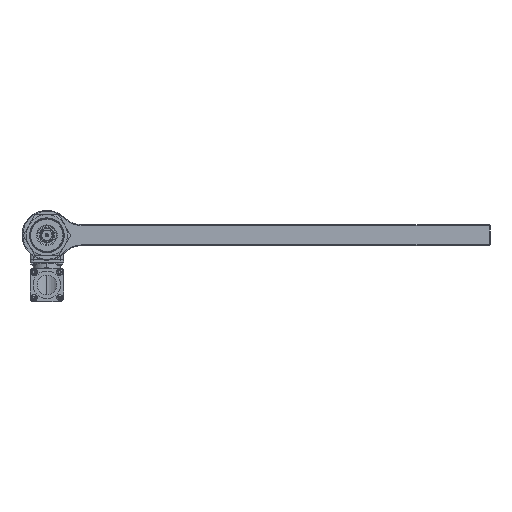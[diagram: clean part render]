
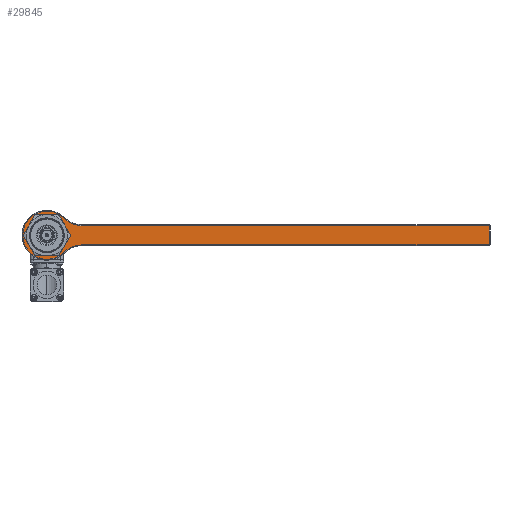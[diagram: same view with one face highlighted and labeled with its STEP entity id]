
A CAD part, left-side view. The second image highlights one B-rep face of the part: STEP entity #29845.
In plain terms, the highlighted planar face has unit normal (-1, 0, 0).
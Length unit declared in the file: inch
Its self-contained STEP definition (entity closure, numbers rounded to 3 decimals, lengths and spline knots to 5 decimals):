
#29450=DIRECTION('',(0.,0.,1.));
#29451=VECTOR('',#29450,0.69);
#29452=CARTESIAN_POINT('',(-9.1335,-16.059,-0.345));
#29453=LINE('',#29452,#29451);
#29468=CARTESIAN_POINT('',(-9.1335,0.005,0.));
#29469=DIRECTION('',(-1.,0.,0.));
#29470=DIRECTION('',(0.,-1.,0.));
#29471=AXIS2_PLACEMENT_3D('',#29468,#29469,#29470);
#29473=CARTESIAN_POINT('',(-9.1335,0.005,0.));
#29474=DIRECTION('',(-1.,0.,0.));
#29475=DIRECTION('',(0.,1.,0.));
#29476=AXIS2_PLACEMENT_3D('',#29473,#29474,#29475);
#29478=DIRECTION('',(0.,-1.,0.));
#29479=VECTOR('',#29478,14.74407);
#29480=CARTESIAN_POINT('',(-9.1335,-1.31493,0.345));
#29481=LINE('',#29480,#29479);
#29496=DIRECTION('',(0.,-1.,0.));
#29497=VECTOR('',#29496,14.74407);
#29498=CARTESIAN_POINT('',(-9.1335,-1.31493,-0.345));
#29499=LINE('',#29498,#29497);
#29633=CARTESIAN_POINT('',(-9.1335,-1.31493,1.375));
#29634=DIRECTION('',(1.,0.,0.));
#29635=DIRECTION('',(0.,0.,-1.));
#29636=AXIS2_PLACEMENT_3D('',#29633,#29634,#29635);
#29648=CARTESIAN_POINT('',(-9.1335,0.005,0.));
#29649=DIRECTION('',(-1.,0.,0.));
#29650=DIRECTION('',(0.,-0.693,0.721));
#29651=AXIS2_PLACEMENT_3D('',#29648,#29649,#29650);
#29663=CARTESIAN_POINT('',(-9.1335,-1.31493,-1.375));
#29664=DIRECTION('',(1.,0.,0.));
#29665=DIRECTION('',(0.,0.693,0.721));
#29666=AXIS2_PLACEMENT_3D('',#29663,#29664,#29665);
#29686=CARTESIAN_POINT('',(-9.1335,-1.31493,0.345));
#29687=CARTESIAN_POINT('',(-9.1335,-0.60164,0.63195));
#29688=VERTEX_POINT('',#29686);
#29689=VERTEX_POINT('',#29687);
#29694=CARTESIAN_POINT('',(-9.1335,-0.60164,
-0.63195));
#29695=VERTEX_POINT('',#29694);
#29698=CARTESIAN_POINT('',(-9.1335,-1.31493,-0.345));
#29699=VERTEX_POINT('',#29698);
#29718=CARTESIAN_POINT('',(-9.1335,-16.059,-0.345));
#29719=CARTESIAN_POINT('',(-9.1335,-16.059,0.345));
#29720=VERTEX_POINT('',#29718);
#29721=VERTEX_POINT('',#29719);
#29742=CARTESIAN_POINT('',(-9.1335,-0.68475,0.));
#29743=CARTESIAN_POINT('',(-9.1335,0.69475,0.));
#29744=VERTEX_POINT('',#29742);
#29745=VERTEX_POINT('',#29743);
#29821=CARTESIAN_POINT('',(-9.1335,0.005,0.));
#29822=DIRECTION('',(-1.,0.,0.));
#29823=DIRECTION('',(0.,-1.,0.));
#29824=AXIS2_PLACEMENT_3D('',#29821,#29822,#29823);
#29825=PLANE('',#29824);
#29826=ORIENTED_EDGE('',*,*,#29811,.F.);
#29828=ORIENTED_EDGE('',*,*,#29827,.F.);
#29830=ORIENTED_EDGE('',*,*,#29829,.F.);
#29832=ORIENTED_EDGE('',*,*,#29831,.F.);
#29834=ORIENTED_EDGE('',*,*,#29833,.F.);
#29836=ORIENTED_EDGE('',*,*,#29835,.T.);
#29837=EDGE_LOOP('',(#29826,#29828,#29830,#29832,#29834,#29836));
#29838=FACE_OUTER_BOUND('',#29837,.F.);
#29840=ORIENTED_EDGE('',*,*,#29839,.T.);
#29842=ORIENTED_EDGE('',*,*,#29841,.T.);
#29843=EDGE_LOOP('',(#29840,#29842));
#29844=FACE_BOUND('',#29843,.F.);
#29845=ADVANCED_FACE('',(#29838,#29844),#29825,.T.);
#29472=CIRCLE('',#29471,0.68975);
#29477=CIRCLE('',#29476,0.68975);
#29637=CIRCLE('',#29636,1.03);
#29652=CIRCLE('',#29651,0.876);
#29667=CIRCLE('',#29666,1.03);
#29811=EDGE_CURVE('',#29720,#29721,#29453,.T.);
#29827=EDGE_CURVE('',#29699,#29720,#29499,.T.);
#29829=EDGE_CURVE('',#29695,#29699,#29667,.T.);
#29831=EDGE_CURVE('',#29689,#29695,#29652,.T.);
#29833=EDGE_CURVE('',#29688,#29689,#29637,.T.);
#29835=EDGE_CURVE('',#29688,#29721,#29481,.T.);
#29839=EDGE_CURVE('',#29744,#29745,#29472,.T.);
#29841=EDGE_CURVE('',#29745,#29744,#29477,.T.);
